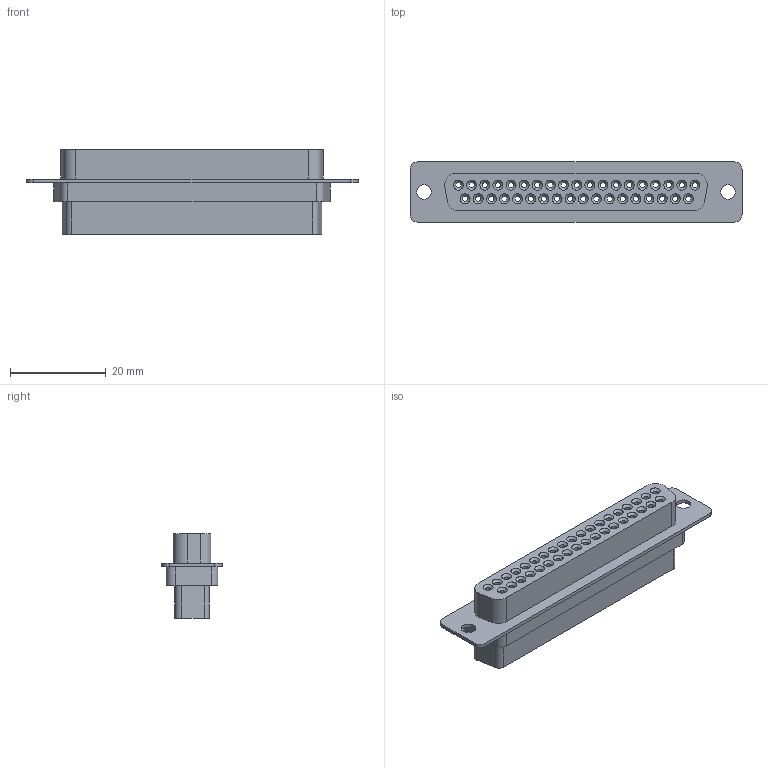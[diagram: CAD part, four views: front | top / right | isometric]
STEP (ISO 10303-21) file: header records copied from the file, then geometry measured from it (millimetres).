
FILE_DESCRIPTION(/* description */ ('Receptacle, Subminiature D Connector'),/* implementation_level */ '2;1');
FILE_NAME(/* name */ 'db37.stp',/* time_stamp */ '2021-12-06T14:52:30+03:00',/* author */ ('Ali'),/* organization */ (''),/* preprocessor_version */ 'ST-DEVELOPER v18.1',/* originating_system */ 'Autodesk Inventor 2021',/* authorisation */ '');
FILE_SCHEMA (('AUTOMOTIVE_DESIGN { 1 0 10303 214 3 1 1 }'));
Length unit declared in the file: inch
Products named in the file (1): D-Sub Female 37CKT Crimp
Bounding box: 69.32 x 12.55 x 17.7 mm (x, y, z)
Volume: 6440.8 mm3; surface area: 7481.2 mm2
Topology: 1 solids, 1 shells, 195 faces, 419 edges, 267 vertices
Faces by surface type: cylinder 92, plane 66, cone 37
Full cylindrical faces by diameter (mm): 1.118 x37, 2.21 x37, 3.048 x2
Entity records: 5759 total; most frequent: DIRECTION 1032, CARTESIAN_POINT 882, ORIENTED_EDGE 838, EDGE_CURVE 419, AXIS2_PLACEMENT_3D 417, EDGE_LOOP 314, VERTEX_POINT 267, CIRCLE 221
